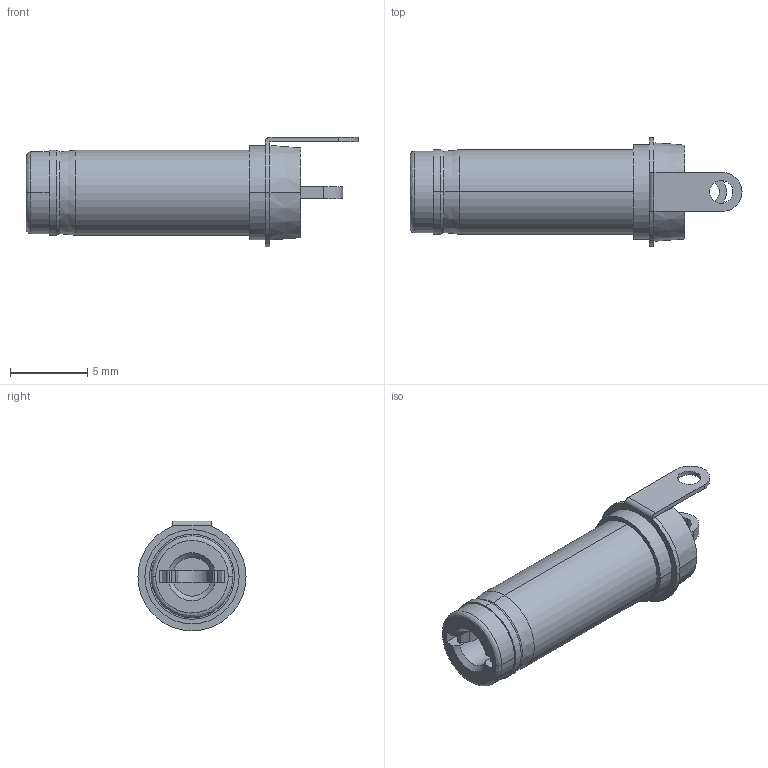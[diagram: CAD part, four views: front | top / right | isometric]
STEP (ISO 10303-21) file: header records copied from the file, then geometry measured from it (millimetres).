
FILE_DESCRIPTION (( 'STEP AP203' ), '1' );
FILE_NAME ('50-00619_revA.STEP', '2019-04-17T18:08:01', ( '' ), ( '' ), 'SwSTEP 2.0', 'SolidWorks 2015', '' );
FILE_SCHEMA (( 'CONFIG_CONTROL_DESIGN' ));
Length unit declared in the file: millimetre
Products named in the file (5): 50-00619_shell; 50-00619_shell tab; 50-00619_insulator; 50-00619_spring contact; 50-00619_revA
Assembly tree (4 placements, depth 2):
  50-00619_revA
    50-00619_shell
    50-00619_insulator
    50-00619_spring contact
    50-00619_shell tab
Bounding box: 21.5 x 7 x 7.1 mm (x, y, z)
Volume: 376.3 mm3; surface area: 1261.1 mm2
Topology: 4 solids, 4 shells, 104 faces, 270 edges, 176 vertices
Faces by surface type: plane 52, cylinder 41, cone 9, bspline 2
Entity records: 3769 total; most frequent: CARTESIAN_POINT 617, DIRECTION 576, ORIENTED_EDGE 540, EDGE_CURVE 270, AXIS2_PLACEMENT_3D 207, VERTEX_POINT 176, LINE 162, VECTOR 162
